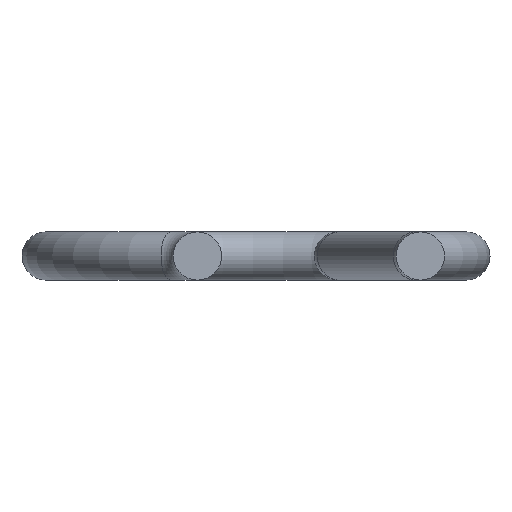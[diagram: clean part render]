
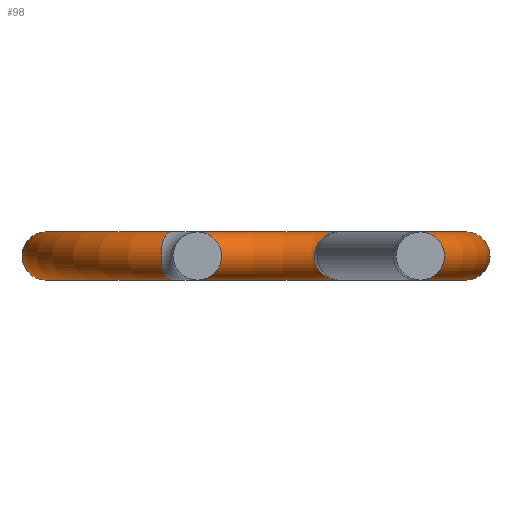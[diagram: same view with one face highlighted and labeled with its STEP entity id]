
A CAD part, front view. The second image highlights one B-rep face of the part: STEP entity #98.
In plain terms, the highlighted toroidal (fillet/blend) face has major radius 1.525 mm and minor radius 0.175 mm.
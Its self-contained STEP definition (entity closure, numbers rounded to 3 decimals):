
#17=TOROIDAL_SURFACE($,#115,1.525,0.175);
#23=FACE_BOUND($,#44,.T.);
#30=FACE_OUTER_BOUND($,#43,.T.);
#43=EDGE_LOOP($,(#83));
#44=EDGE_LOOP($,(#84));
#55=CIRCLE($,#114,0.175);
#56=CIRCLE($,#116,0.175);
#63=VERTEX_POINT($,#172);
#64=VERTEX_POINT($,#175);
#71=EDGE_CURVE($,#63,#63,#55,.T.);
#72=EDGE_CURVE($,#64,#64,#56,.T.);
#83=ORIENTED_EDGE($,*,*,#71,.F.);
#84=ORIENTED_EDGE($,*,*,#72,.T.);
#98=ADVANCED_FACE($,(#30,#23),#17,.T.);
#114=AXIS2_PLACEMENT_3D($,#173,#141,#142);
#115=AXIS2_PLACEMENT_3D($,#174,#143,#144);
#116=AXIS2_PLACEMENT_3D($,#176,#145,#146);
#141=DIRECTION('center_axis',(-0.866,-0.499,0.));
#142=DIRECTION('ref_axis',(-0.499,0.866,0.));
#143=DIRECTION('center_axis',(0.,0.,-1.));
#144=DIRECTION('ref_axis',(-1.,0.,0.));
#145=DIRECTION('center_axis',(-0.914,0.405,0.));
#146=DIRECTION('ref_axis',(0.405,0.914,0.));
#172=CARTESIAN_POINT('',(1.099,6.82,0.));
#173=CARTESIAN_POINT('Origin',(1.011,6.972,0.));
#174=CARTESIAN_POINT('Origin',(0.25,8.293,0.));
#175=CARTESIAN_POINT('',(-0.439,6.739,0.));
#176=CARTESIAN_POINT('Origin',(-0.368,6.899,0.));
